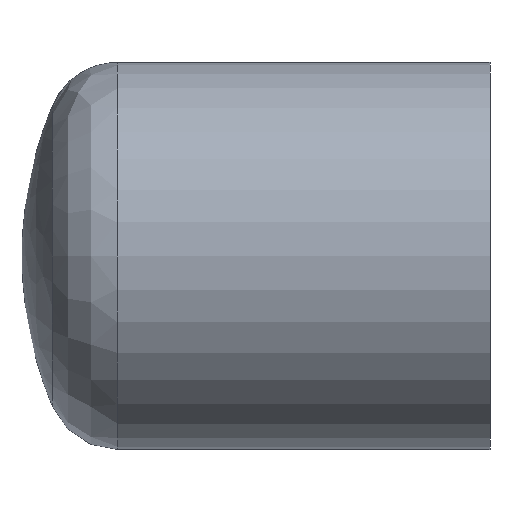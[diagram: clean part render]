
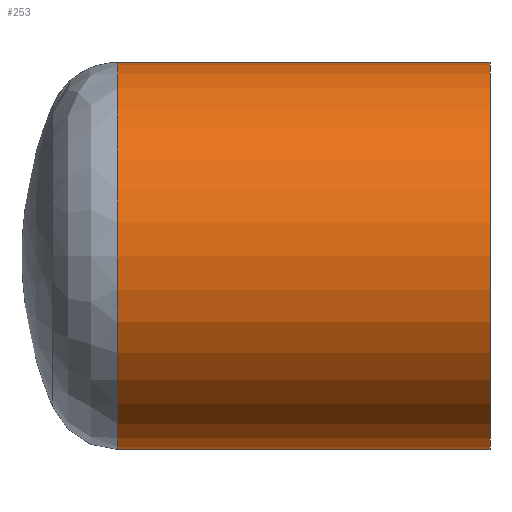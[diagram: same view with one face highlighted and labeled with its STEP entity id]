
A CAD part, front view. The second image highlights one B-rep face of the part: STEP entity #253.
In plain terms, the highlighted cylindrical face has radius 55 mm (diameter 110 mm), a full revolution.
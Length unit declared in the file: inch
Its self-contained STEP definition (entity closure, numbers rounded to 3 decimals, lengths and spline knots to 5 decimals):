
#2 = CARTESIAN_POINT ( 'NONE',  ( -4.16991, 0., -2.16535 ) ) ;
#17 = VERTEX_POINT ( 'NONE', #104 ) ;
#34 = DIRECTION ( 'NONE',  ( 0., 0., -1. ) ) ;
#47 = CYLINDRICAL_SURFACE ( 'NONE', #57, 2.16535 ) ;
#57 = AXIS2_PLACEMENT_3D ( 'NONE', #158, #236, #34 ) ;
#64 = VERTEX_POINT ( 'NONE', #2 ) ;
#68 = ORIENTED_EDGE ( 'NONE', *, *, #171, .T. ) ;
#93 = FACE_OUTER_BOUND ( 'NONE', #101, .T. ) ;
#101 = EDGE_LOOP ( 'NONE', ( #179 ) ) ;
#104 = CARTESIAN_POINT ( 'NONE',  ( 0., 0., -2.16535 ) ) ;
#121 = EDGE_CURVE ( 'NONE', #17, #17, #160, .T. ) ;
#124 = EDGE_LOOP ( 'NONE', ( #68 ) ) ;
#145 = AXIS2_PLACEMENT_3D ( 'NONE', #281, #220, #268 ) ;
#158 = CARTESIAN_POINT ( 'NONE',  ( -2.08495, 0., 0. ) ) ;
#160 = CIRCLE ( 'NONE', #257, 2.16535 ) ;
#171 = EDGE_CURVE ( 'NONE', #64, #64, #310, .T. ) ;
#179 = ORIENTED_EDGE ( 'NONE', *, *, #121, .T. ) ;
#181 = DIRECTION ( 'NONE',  ( -1., 0., 0. ) ) ;
#220 = DIRECTION ( 'NONE',  ( 1., 0., 0. ) ) ;
#236 = DIRECTION ( 'NONE',  ( 1., 0., 0. ) ) ;
#253 = ADVANCED_FACE ( 'NONE', ( #93, #314 ), #47, .T. ) ;
#257 = AXIS2_PLACEMENT_3D ( 'NONE', #307, #181, #288 ) ;
#268 = DIRECTION ( 'NONE',  ( 0., 0., -1. ) ) ;
#281 = CARTESIAN_POINT ( 'NONE',  ( -4.16991, 0., 0. ) ) ;
#288 = DIRECTION ( 'NONE',  ( 0., 0., -1. ) ) ;
#307 = CARTESIAN_POINT ( 'NONE',  ( 0., 0., 0. ) ) ;
#310 = CIRCLE ( 'NONE', #145, 2.16535 ) ;
#314 = FACE_OUTER_BOUND ( 'NONE', #124, .T. ) ;
